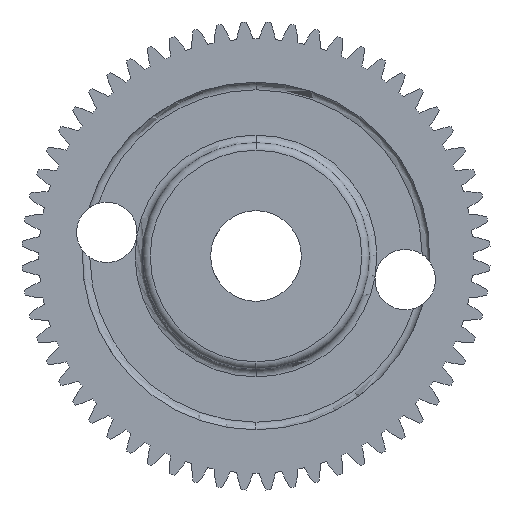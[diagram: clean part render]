
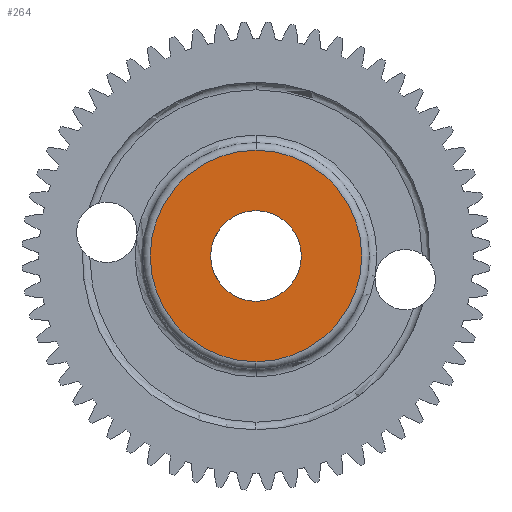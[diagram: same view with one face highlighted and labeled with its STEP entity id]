
A CAD part, left-side view. The second image highlights one B-rep face of the part: STEP entity #264.
In plain terms, the highlighted planar face has unit normal (-1, 0, 0).
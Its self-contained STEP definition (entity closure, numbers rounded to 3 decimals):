
#105 = FACE_BOUND ( 'NONE', #8515, .T. ) ;
#199 = VERTEX_POINT ( 'NONE', #2255 ) ;
#264 = ADVANCED_FACE ( 'NONE', ( #2592, #105 ), #7142, .T. ) ;
#412 = VERTEX_POINT ( 'NONE', #5069 ) ;
#870 = EDGE_CURVE ( 'NONE', #199, #412, #8209, .T. ) ;
#907 = CIRCLE ( 'NONE', #3281, 7. ) ;
#1074 = DIRECTION ( 'NONE',  ( 0., 0., 1. ) ) ;
#1311 = CARTESIAN_POINT ( 'NONE',  ( -7., 0., 0. ) ) ;
#1499 = AXIS2_PLACEMENT_3D ( 'NONE', #7979, #8738, #9463 ) ;
#1647 = AXIS2_PLACEMENT_3D ( 'NONE', #1311, #2662, #3547 ) ;
#1936 = CARTESIAN_POINT ( 'NONE',  ( -7., 0., 0. ) ) ;
#1986 = ORIENTED_EDGE ( 'NONE', *, *, #7644, .F. ) ;
#2255 = CARTESIAN_POINT ( 'NONE',  ( -7., 0., 7. ) ) ;
#2499 = DIRECTION ( 'NONE',  ( 0., 0., 1. ) ) ;
#2571 = ORIENTED_EDGE ( 'NONE', *, *, #3672, .T. ) ;
#2592 = FACE_OUTER_BOUND ( 'NONE', #4874, .T. ) ;
#2662 = DIRECTION ( 'NONE',  ( -1., 0., 0. ) ) ;
#2927 = CIRCLE ( 'NONE', #1647, 3. ) ;
#3102 = AXIS2_PLACEMENT_3D ( 'NONE', #3147, #7944, #2499 ) ;
#3147 = CARTESIAN_POINT ( 'NONE',  ( -7., 0., 0. ) ) ;
#3281 = AXIS2_PLACEMENT_3D ( 'NONE', #1936, #4963, #9578 ) ;
#3442 = AXIS2_PLACEMENT_3D ( 'NONE', #6198, #5439, #1074 ) ;
#3454 = CARTESIAN_POINT ( 'NONE',  ( -7., 0., 3. ) ) ;
#3547 = DIRECTION ( 'NONE',  ( 0., 0., 1. ) ) ;
#3672 = EDGE_CURVE ( 'NONE', #412, #199, #907, .T. ) ;
#3850 = ORIENTED_EDGE ( 'NONE', *, *, #870, .T. ) ;
#4874 = EDGE_LOOP ( 'NONE', ( #3850, #2571 ) ) ;
#4963 = DIRECTION ( 'NONE',  ( -1., 0., 0. ) ) ;
#5069 = CARTESIAN_POINT ( 'NONE',  ( -7., 0., -7. ) ) ;
#5439 = DIRECTION ( 'NONE',  ( -1., 0., 0. ) ) ;
#5665 = ORIENTED_EDGE ( 'NONE', *, *, #9547, .F. ) ;
#6198 = CARTESIAN_POINT ( 'NONE',  ( -7., 0., 0. ) ) ;
#6617 = CIRCLE ( 'NONE', #3442, 3. ) ;
#7142 = PLANE ( 'NONE',  #3102 ) ;
#7562 = CARTESIAN_POINT ( 'NONE',  ( -7., 0., -3. ) ) ;
#7644 = EDGE_CURVE ( 'NONE', #9573, #7895, #6617, .T. ) ;
#7895 = VERTEX_POINT ( 'NONE', #7562 ) ;
#7944 = DIRECTION ( 'NONE',  ( -1., 0., 0. ) ) ;
#7979 = CARTESIAN_POINT ( 'NONE',  ( -7., 0., 0. ) ) ;
#8209 = CIRCLE ( 'NONE', #1499, 7. ) ;
#8515 = EDGE_LOOP ( 'NONE', ( #1986, #5665 ) ) ;
#8738 = DIRECTION ( 'NONE',  ( -1., 0., 0. ) ) ;
#9463 = DIRECTION ( 'NONE',  ( 0., 0., 1. ) ) ;
#9547 = EDGE_CURVE ( 'NONE', #7895, #9573, #2927, .T. ) ;
#9573 = VERTEX_POINT ( 'NONE', #3454 ) ;
#9578 = DIRECTION ( 'NONE',  ( 0., 0., 1. ) ) ;
